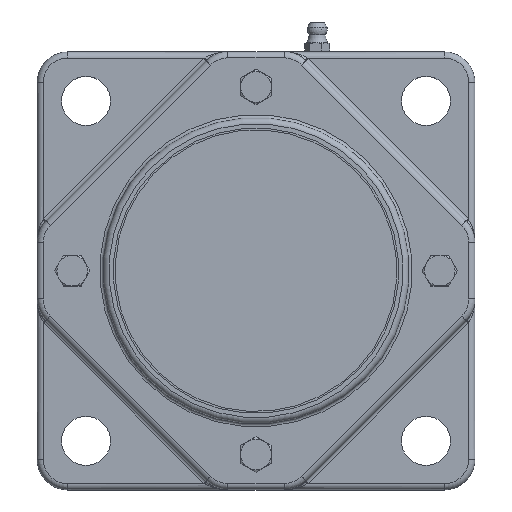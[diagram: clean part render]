
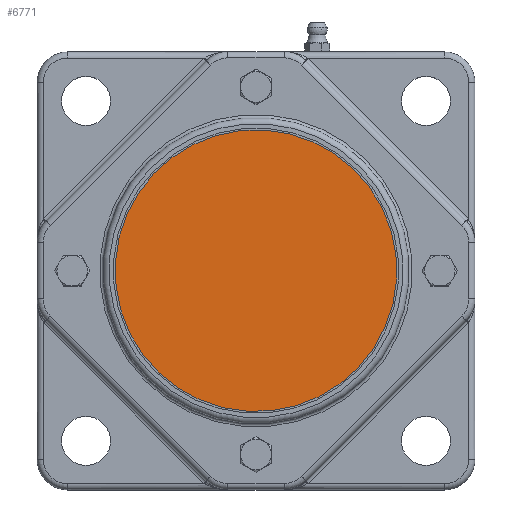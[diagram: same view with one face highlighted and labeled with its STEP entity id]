
A CAD part, top view. The second image highlights one B-rep face of the part: STEP entity #6771.
In plain terms, the highlighted planar face has unit normal (0, 0, 1).
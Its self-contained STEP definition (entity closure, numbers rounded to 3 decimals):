
#1421=FACE_OUTER_BOUND($,#1865,.T.);
#1865=EDGE_LOOP($,(#4715));
#2405=CIRCLE($,#7317,46.);
#2893=VERTEX_POINT($,#10566);
#3577=EDGE_CURVE($,#2893,#2893,#2405,.T.);
#4715=ORIENTED_EDGE($,*,*,#3577,.F.);
#6104=PLANE($,#7319);
#6771=ADVANCED_FACE($,(#1421),#6104,.T.);
#7317=AXIS2_PLACEMENT_3D($,#10567,#8489,#8490);
#7319=AXIS2_PLACEMENT_3D($,#10570,#8493,#8494);
#8489=DIRECTION('center_axis',(0.,0.,-1.));
#8490=DIRECTION('ref_axis',(0.835,-0.55,0.));
#8493=DIRECTION('center_axis',(0.,0.,1.));
#8494=DIRECTION('ref_axis',(0.835,-0.55,0.));
#10566=CARTESIAN_POINT('',(-38.407,25.316,43.2));
#10567=CARTESIAN_POINT('Origin',(0.,0.,
43.2));
#10570=CARTESIAN_POINT('Origin',(0.,0.,
43.2));
